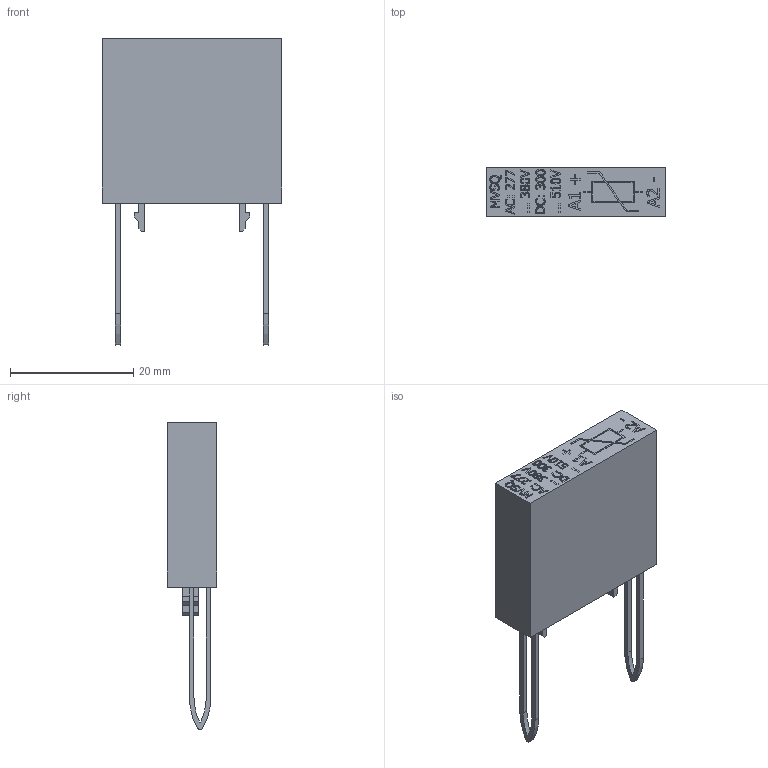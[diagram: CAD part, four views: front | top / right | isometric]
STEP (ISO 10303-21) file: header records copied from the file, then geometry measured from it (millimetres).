
FILE_DESCRIPTION((''),'2;1');
FILE_NAME('12C70086G04 - 300-MVSQ.stp','2015-05-26T09:48:28',('rshanor'),(''),'Autodesk Inventor 2013','Autodesk Inventor 2013','');
FILE_SCHEMA(('AUTOMOTIVE_DESIGN { 1 2 10303 214 0 1 1 1 }'));
Length unit declared in the file: inch
Products named in the file (1): 12C70086G04
Bounding box: 29.05 x 8.03 x 49.77 mm (x, y, z)
Volume: 3019.4 mm3; surface area: 7233.6 mm2
Topology: 2 solids, 2 shells, 1287 faces, 3560 edges, 2357 vertices
Faces by surface type: plane 826, bspline 396, cylinder 61, torus 4
Full cylindrical faces by diameter (mm): 0.6 x7, 1.4 x1, 5.5 x1, 6.75 x1, 8.75 x2
Entity records: 45413 total; most frequent: CARTESIAN_POINT 13873, ORIENTED_EDGE 7108, DIRECTION 4664, EDGE_CURVE 3554, VECTOR 2634, LINE 2634, VERTEX_POINT 2355, EDGE_LOOP 1433
